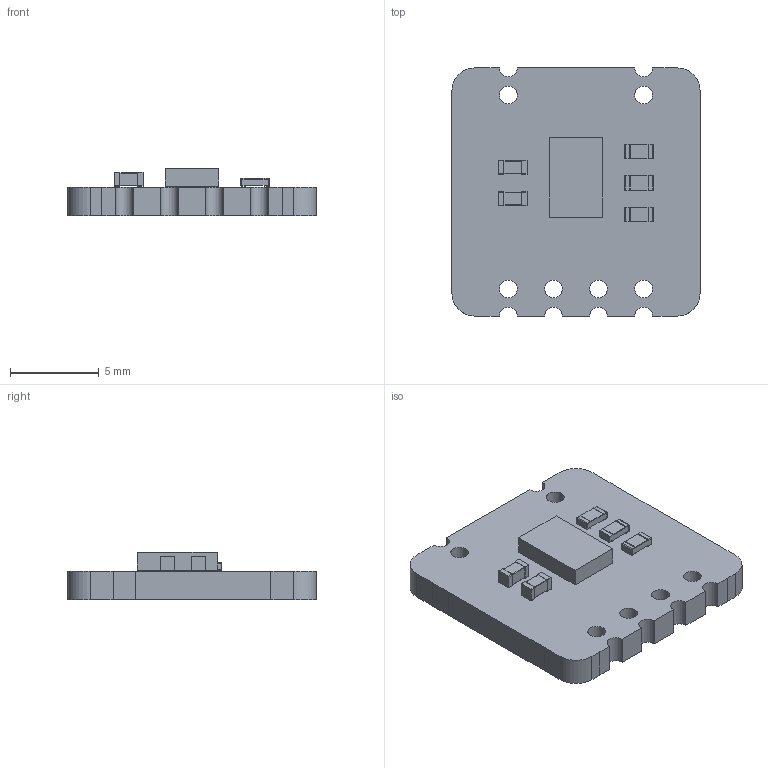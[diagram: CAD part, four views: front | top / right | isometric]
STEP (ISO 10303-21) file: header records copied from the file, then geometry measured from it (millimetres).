
FILE_DESCRIPTION(/* description */ ('KiCad electronic assembly'),/* implementation_level */ '2;1');
FILE_NAME(/* name */ 'bmi088Breakout.step',/* time_stamp */ '2021-11-20T13:50:10-05:00',/* author */ ('austi'),/* organization */ ('A Company'),/* preprocessor_version */ 'ST-DEVELOPER v18',/* originating_system */ 'Autodesk Inventor 2020',/* authorisation */ 'Unknown');
FILE_SCHEMA (('AUTOMOTIVE_DESIGN { 1 0 10303 214 3 1 1 }'));
Length unit declared in the file: millimetre
Products named in the file (8): bmi088Breakout; C_0603_1608Metric; SOLID; R_0603_1608Metric; SOLID_1; BMI088--3DModel-STEP-56544; COMPOUND; COMPOUND_1
Assembly tree (10 placements, depth 3):
  bmi088Breakout
    C_0603_1608Metric  x2
      SOLID
    R_0603_1608Metric  x3
      SOLID_1
    BMI088--3DModel-STEP-56544
      COMPOUND
    COMPOUND_1
Bounding box: 13.97 x 13.97 x 2.65 mm (x, y, z)
Volume: 315.7 mm3; surface area: 572.3 mm2
Topology: 24 solids, 24 shells, 364 faces, 885 edges, 590 vertices
Faces by surface type: plane 300, cylinder 64
Full cylindrical faces by diameter (mm): 1 x6
Entity records: 8563 total; most frequent: CARTESIAN_POINT 1434, DIRECTION 1367, ORIENTED_EDGE 1354, EDGE_CURVE 677, LINE 593, VECTOR 593, VERTEX_POINT 454, AXIS2_PLACEMENT_3D 387
